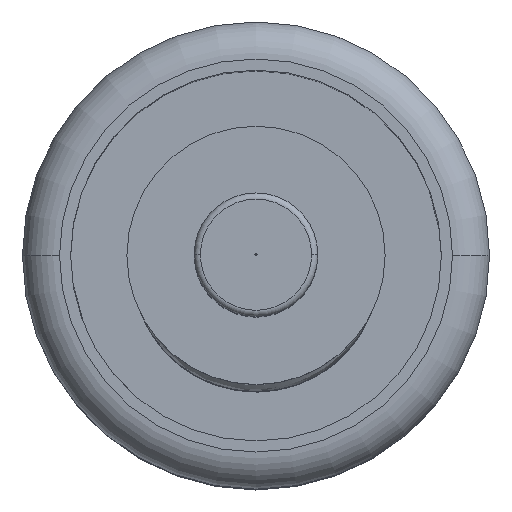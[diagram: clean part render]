
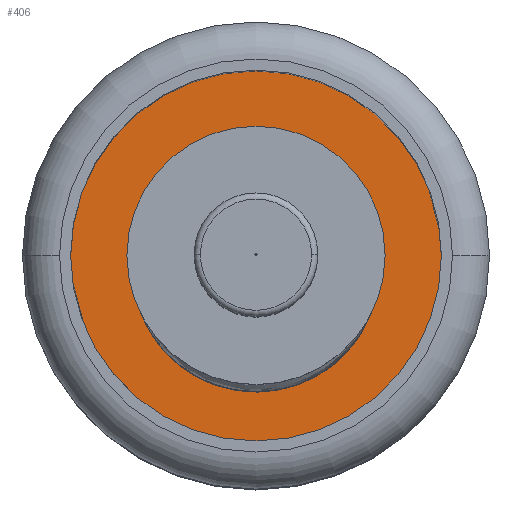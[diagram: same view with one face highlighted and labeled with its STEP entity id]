
A CAD part, top view. The second image highlights one B-rep face of the part: STEP entity #406.
In plain terms, the highlighted planar face has unit normal (0, 0, 1).
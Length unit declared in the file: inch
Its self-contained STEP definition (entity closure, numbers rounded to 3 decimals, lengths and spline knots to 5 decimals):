
#17 = EDGE_LOOP ( 'NONE', ( #3657, #5097 ) ) ;
#50 = EDGE_CURVE ( 'NONE', #3302, #3946, #5336, .T. ) ;
#70 = DIRECTION ( 'NONE',  ( 0., 0., 1. ) ) ;
#94 = EDGE_CURVE ( 'NONE', #2305, #177, #5977, .T. ) ;
#113 = CARTESIAN_POINT ( 'NONE',  ( 0.06, 0., 0.256 ) ) ;
#177 = VERTEX_POINT ( 'NONE', #113 ) ;
#357 = AXIS2_PLACEMENT_3D ( 'NONE', #6771, #3218, #7368 ) ;
#386 = AXIS2_PLACEMENT_3D ( 'NONE', #4361, #6739, #2058 ) ;
#406 = ADVANCED_FACE ( 'NONE', ( #3837, #3651 ), #3212, .T. ) ;
#633 = AXIS2_PLACEMENT_3D ( 'NONE', #3592, #70, #4200 ) ;
#683 = EDGE_CURVE ( 'NONE', #177, #2305, #5401, .T. ) ;
#1208 = CARTESIAN_POINT ( 'NONE',  ( 0., 0., 0.256 ) ) ;
#1289 = DIRECTION ( 'NONE',  ( 0., 0., 1. ) ) ;
#1306 = ORIENTED_EDGE ( 'NONE', *, *, #683, .F. ) ;
#1841 = DIRECTION ( 'NONE',  ( 1., 0., 0. ) ) ;
#2058 = DIRECTION ( 'NONE',  ( 1., 0., 0. ) ) ;
#2305 = VERTEX_POINT ( 'NONE', #2610 ) ;
#2610 = CARTESIAN_POINT ( 'NONE',  ( -0.06, 0., 0.256 ) ) ;
#2766 = EDGE_LOOP ( 'NONE', ( #7657, #1306 ) ) ;
#2845 = EDGE_CURVE ( 'NONE', #3946, #3302, #3531, .T. ) ;
#3084 = CARTESIAN_POINT ( 'NONE',  ( -0.15, 0., 0.256 ) ) ;
#3200 = AXIS2_PLACEMENT_3D ( 'NONE', #7044, #7221, #7564 ) ;
#3212 = PLANE ( 'NONE',  #386 ) ;
#3218 = DIRECTION ( 'NONE',  ( 0., 0., 1. ) ) ;
#3302 = VERTEX_POINT ( 'NONE', #3084 ) ;
#3531 = CIRCLE ( 'NONE', #357, 0.15 ) ;
#3592 = CARTESIAN_POINT ( 'NONE',  ( 0., 0., 0.256 ) ) ;
#3651 = FACE_BOUND ( 'NONE', #2766, .T. ) ;
#3657 = ORIENTED_EDGE ( 'NONE', *, *, #2845, .T. ) ;
#3837 = FACE_OUTER_BOUND ( 'NONE', #17, .T. ) ;
#3946 = VERTEX_POINT ( 'NONE', #4133 ) ;
#4133 = CARTESIAN_POINT ( 'NONE',  ( 0.15, 0., 0.256 ) ) ;
#4200 = DIRECTION ( 'NONE',  ( 1., 0., 0. ) ) ;
#4361 = CARTESIAN_POINT ( 'NONE',  ( 0., 0., 0.256 ) ) ;
#4402 = AXIS2_PLACEMENT_3D ( 'NONE', #1208, #1289, #1841 ) ;
#5097 = ORIENTED_EDGE ( 'NONE', *, *, #50, .T. ) ;
#5336 = CIRCLE ( 'NONE', #3200, 0.15 ) ;
#5401 = CIRCLE ( 'NONE', #633, 0.06 ) ;
#5977 = CIRCLE ( 'NONE', #4402, 0.06 ) ;
#6739 = DIRECTION ( 'NONE',  ( 0., 0., 1. ) ) ;
#6771 = CARTESIAN_POINT ( 'NONE',  ( 0., 0., 0.256 ) ) ;
#7044 = CARTESIAN_POINT ( 'NONE',  ( 0., 0., 0.256 ) ) ;
#7221 = DIRECTION ( 'NONE',  ( 0., 0., 1. ) ) ;
#7368 = DIRECTION ( 'NONE',  ( 1., 0., 0. ) ) ;
#7564 = DIRECTION ( 'NONE',  ( 1., 0., 0. ) ) ;
#7657 = ORIENTED_EDGE ( 'NONE', *, *, #94, .F. ) ;
